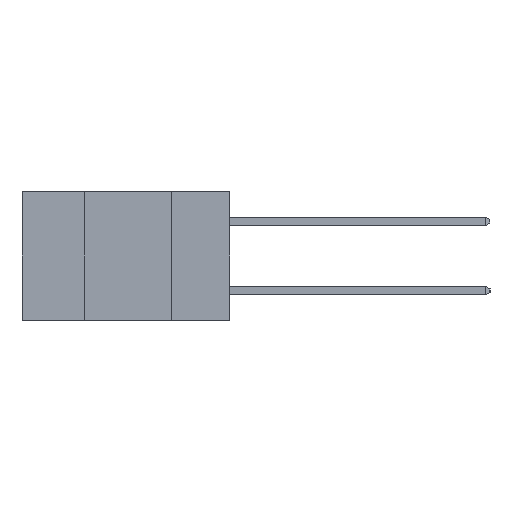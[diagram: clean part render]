
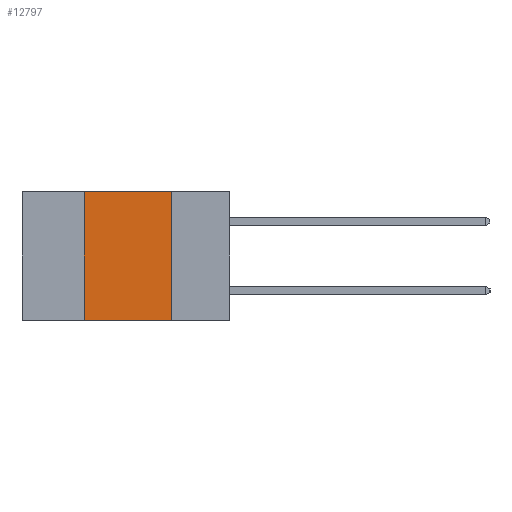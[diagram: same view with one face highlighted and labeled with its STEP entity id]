
A CAD part, left-side view. The second image highlights one B-rep face of the part: STEP entity #12797.
In plain terms, the highlighted planar face has unit normal (-1, 0, 0).
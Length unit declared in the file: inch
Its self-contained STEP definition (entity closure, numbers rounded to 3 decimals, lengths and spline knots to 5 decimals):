
#545 = EDGE_CURVE ( 'NONE', #7398, #3758, #5365, .T. ) ;
#1111 = VECTOR ( 'NONE', #6819, 39.37008 ) ;
#1165 = CARTESIAN_POINT ( 'NONE',  ( 0., 0.42, -0.37 ) ) ;
#1365 = CARTESIAN_POINT ( 'NONE',  ( 0., 0.6, -0.37 ) ) ;
#1559 = VECTOR ( 'NONE', #10000, 39.37008 ) ;
#3471 = ORIENTED_EDGE ( 'NONE', *, *, #7532, .F. ) ;
#3758 = VERTEX_POINT ( 'NONE', #11751 ) ;
#3896 = ORIENTED_EDGE ( 'NONE', *, *, #6335, .F. ) ;
#4580 = DIRECTION ( 'NONE',  ( 0., -1., 0. ) ) ;
#4714 = LINE ( 'NONE', #15771, #1111 ) ;
#5133 = EDGE_LOOP ( 'NONE', ( #3471, #3896, #12109, #10302 ) ) ;
#5365 = LINE ( 'NONE', #1365, #11873 ) ;
#5674 = FACE_OUTER_BOUND ( 'NONE', #5133, .T. ) ;
#5931 = CARTESIAN_POINT ( 'NONE',  ( 0., 0.6, 0. ) ) ;
#6335 = EDGE_CURVE ( 'NONE', #13303, #15894, #8850, .T. ) ;
#6819 = DIRECTION ( 'NONE',  ( 0., 0., -1. ) ) ;
#6927 = CARTESIAN_POINT ( 'NONE',  ( 0., 0.17, 0. ) ) ;
#7127 = DIRECTION ( 'NONE',  ( 1., 0., 0. ) ) ;
#7398 = VERTEX_POINT ( 'NONE', #1165 ) ;
#7532 = EDGE_CURVE ( 'NONE', #15894, #3758, #4714, .T. ) ;
#8850 = LINE ( 'NONE', #5931, #11905 ) ;
#9047 = LINE ( 'NONE', #11262, #1559 ) ;
#10000 = DIRECTION ( 'NONE',  ( 0., 0., 1. ) ) ;
#10302 = ORIENTED_EDGE ( 'NONE', *, *, #545, .T. ) ;
#11262 = CARTESIAN_POINT ( 'NONE',  ( 0., 0.42, -0.37 ) ) ;
#11751 = CARTESIAN_POINT ( 'NONE',  ( 0., 0.17, -0.37 ) ) ;
#11873 = VECTOR ( 'NONE', #4580, 39.37008 ) ;
#11874 = CARTESIAN_POINT ( 'NONE',  ( 0., 0.42, 0. ) ) ;
#11905 = VECTOR ( 'NONE', #13673, 39.37008 ) ;
#12109 = ORIENTED_EDGE ( 'NONE', *, *, #14960, .F. ) ;
#12276 = PLANE ( 'NONE',  #15477 ) ;
#12797 = ADVANCED_FACE ( 'NONE', ( #5674 ), #12276, .F. ) ;
#13303 = VERTEX_POINT ( 'NONE', #11874 ) ;
#13673 = DIRECTION ( 'NONE',  ( 0., -1., 0. ) ) ;
#14821 = CARTESIAN_POINT ( 'NONE',  ( 0., 0.6, 0. ) ) ;
#14960 = EDGE_CURVE ( 'NONE', #7398, #13303, #9047, .T. ) ;
#15477 = AXIS2_PLACEMENT_3D ( 'NONE', #14821, #7127, #16065 ) ;
#15771 = CARTESIAN_POINT ( 'NONE',  ( 0., 0.17, -0.37 ) ) ;
#15894 = VERTEX_POINT ( 'NONE', #6927 ) ;
#16065 = DIRECTION ( 'NONE',  ( 0., 0., -1. ) ) ;
